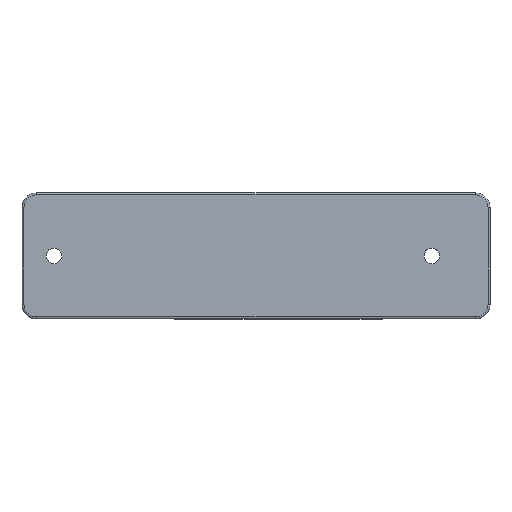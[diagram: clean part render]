
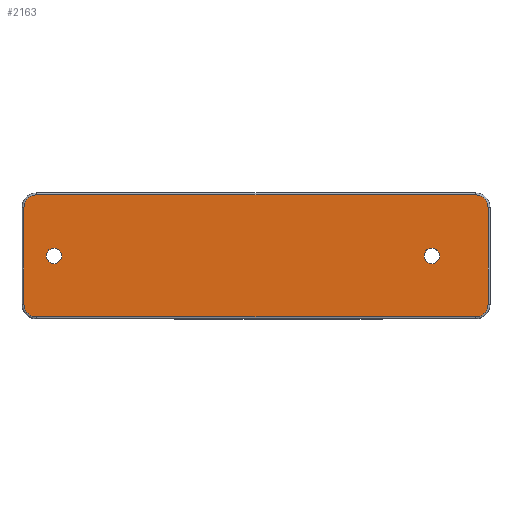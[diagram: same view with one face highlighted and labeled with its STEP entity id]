
A CAD part, top view. The second image highlights one B-rep face of the part: STEP entity #2163.
In plain terms, the highlighted planar face has unit normal (0, 0, 1).
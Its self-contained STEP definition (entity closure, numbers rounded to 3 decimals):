
#24=FACE_BOUND('',#684,.T.);
#25=FACE_BOUND('',#685,.T.);
#68=PLANE('',#2373);
#193=LINE('',#8296,#349);
#195=LINE('',#8306,#351);
#197=LINE('',#8318,#353);
#199=LINE('',#8330,#355);
#349=VECTOR('',#2785,10.);
#351=VECTOR('',#2799,10.);
#353=VECTOR('',#2813,10.);
#355=VECTOR('',#2827,10.);
#547=FACE_OUTER_BOUND('',#683,.T.);
#683=EDGE_LOOP('',(#1868,#1869,#1870,#1871,#1872,#1873,#1874,#1875));
#684=EDGE_LOOP('',(#1876));
#685=EDGE_LOOP('',(#1877));
#795=CIRCLE('',#2349,2.6);
#799=CIRCLE('',#2355,2.6);
#803=CIRCLE('',#2361,2.6);
#806=CIRCLE('',#2366,2.6);
#809=CIRCLE('',#2374,1.6);
#810=CIRCLE('',#2375,1.6);
#1028=VERTEX_POINT('',#8293);
#1029=VERTEX_POINT('',#8295);
#1030=VERTEX_POINT('',#8300);
#1031=VERTEX_POINT('',#8304);
#1032=VERTEX_POINT('',#8308);
#1034=VERTEX_POINT('',#8314);
#1036=VERTEX_POINT('',#8320);
#1038=VERTEX_POINT('',#8326);
#1047=VERTEX_POINT('',#8359);
#1048=VERTEX_POINT('',#8361);
#1305=EDGE_CURVE('',#1028,#1029,#193,.T.);
#1309=EDGE_CURVE('',#1029,#1030,#795,.T.);
#1311=EDGE_CURVE('',#1030,#1031,#195,.T.);
#1314=EDGE_CURVE('',#1031,#1032,#799,.T.);
#1317=EDGE_CURVE('',#1032,#1034,#197,.T.);
#1320=EDGE_CURVE('',#1034,#1036,#803,.T.);
#1323=EDGE_CURVE('',#1036,#1038,#199,.T.);
#1325=EDGE_CURVE('',#1038,#1028,#806,.T.);
#1339=EDGE_CURVE('',#1047,#1047,#809,.T.);
#1340=EDGE_CURVE('',#1048,#1048,#810,.T.);
#1868=ORIENTED_EDGE('',*,*,#1305,.F.);
#1869=ORIENTED_EDGE('',*,*,#1325,.F.);
#1870=ORIENTED_EDGE('',*,*,#1323,.F.);
#1871=ORIENTED_EDGE('',*,*,#1320,.F.);
#1872=ORIENTED_EDGE('',*,*,#1317,.F.);
#1873=ORIENTED_EDGE('',*,*,#1314,.F.);
#1874=ORIENTED_EDGE('',*,*,#1311,.F.);
#1875=ORIENTED_EDGE('',*,*,#1309,.F.);
#1876=ORIENTED_EDGE('',*,*,#1339,.T.);
#1877=ORIENTED_EDGE('',*,*,#1340,.T.);
#2163=ADVANCED_FACE('',(#547,#24,#25),#68,.T.);
#2349=AXIS2_PLACEMENT_3D('',#8302,#2793,#2794);
#2355=AXIS2_PLACEMENT_3D('',#8312,#2806,#2807);
#2361=AXIS2_PLACEMENT_3D('',#8324,#2820,#2821);
#2366=AXIS2_PLACEMENT_3D('',#8333,#2832,#2833);
#2373=AXIS2_PLACEMENT_3D('',#8358,#2857,#2858);
#2374=AXIS2_PLACEMENT_3D('',#8360,#2859,#2860);
#2375=AXIS2_PLACEMENT_3D('',#8362,#2861,#2862);
#2785=DIRECTION('',(0.,1.,0.));
#2793=DIRECTION('center_axis',(0.,0.,-1.));
#2794=DIRECTION('ref_axis',(-0.707,0.707,0.));
#2799=DIRECTION('',(1.,0.,0.));
#2806=DIRECTION('center_axis',(0.,0.,-1.));
#2807=DIRECTION('ref_axis',(0.707,0.707,0.));
#2813=DIRECTION('',(0.,-1.,0.));
#2820=DIRECTION('center_axis',(0.,0.,-1.));
#2821=DIRECTION('ref_axis',(0.707,-0.707,0.));
#2827=DIRECTION('',(-1.,0.,0.));
#2832=DIRECTION('center_axis',(0.,0.,-1.));
#2833=DIRECTION('ref_axis',(-0.707,-0.707,0.));
#2857=DIRECTION('center_axis',(0.,0.,1.));
#2858=DIRECTION('ref_axis',(1.,0.,0.));
#2859=DIRECTION('center_axis',(0.,0.,-1.));
#2860=DIRECTION('ref_axis',(1.,0.,0.));
#2861=DIRECTION('center_axis',(0.,0.,-1.));
#2862=DIRECTION('ref_axis',(1.,0.,0.));
#8293=CARTESIAN_POINT('',(-46.006,-68.384,0.));
#8295=CARTESIAN_POINT('',(-46.006,-48.384,0.));
#8296=CARTESIAN_POINT('',(-46.006,-64.884,0.));
#8300=CARTESIAN_POINT('',(-43.406,-45.784,0.));
#8302=CARTESIAN_POINT('Origin',(-43.406,-48.384,0.));
#8304=CARTESIAN_POINT('',(47.194,-45.784,0.));
#8306=CARTESIAN_POINT('',(-24.556,-45.784,0.));
#8308=CARTESIAN_POINT('',(49.794,-48.384,0.));
#8312=CARTESIAN_POINT('Origin',(47.194,-48.384,0.));
#8314=CARTESIAN_POINT('',(49.794,-68.384,0.));
#8318=CARTESIAN_POINT('',(49.794,-51.884,0.));
#8320=CARTESIAN_POINT('',(47.194,-70.984,0.));
#8324=CARTESIAN_POINT('Origin',(47.194,-68.384,0.));
#8326=CARTESIAN_POINT('',(-43.406,-70.984,0.));
#8330=CARTESIAN_POINT('',(19.144,-70.984,0.));
#8333=CARTESIAN_POINT('Origin',(-43.406,-68.384,0.));
#8358=CARTESIAN_POINT('Origin',(-2.706,-58.384,0.));
#8359=CARTESIAN_POINT('',(36.594,-58.384,0.));
#8360=CARTESIAN_POINT('Origin',(38.194,-58.384,0.));
#8361=CARTESIAN_POINT('',(-41.406,-58.384,0.));
#8362=CARTESIAN_POINT('Origin',(-39.806,-58.384,0.));
